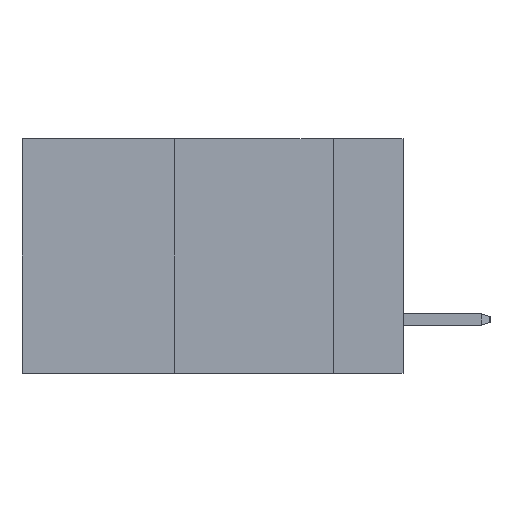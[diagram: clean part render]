
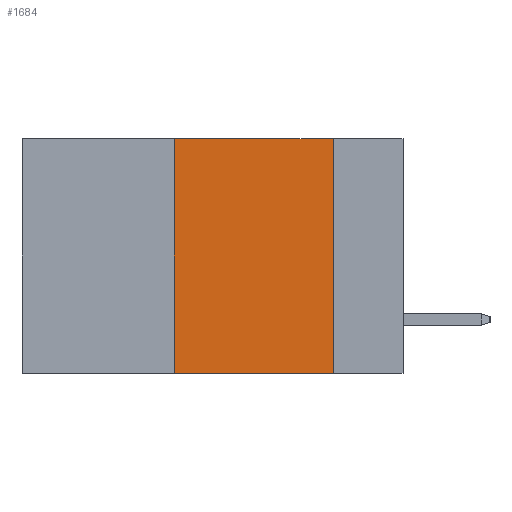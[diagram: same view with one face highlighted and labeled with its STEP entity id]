
A CAD part, left-side view. The second image highlights one B-rep face of the part: STEP entity #1684.
In plain terms, the highlighted planar face has unit normal (-1, 0, 0).
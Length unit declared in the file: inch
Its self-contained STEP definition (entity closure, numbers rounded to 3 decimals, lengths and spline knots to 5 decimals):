
#253 = CARTESIAN_POINT ( 'NONE',  ( 0., 0.11, 0. ) ) ;
#1384 = VERTEX_POINT ( 'NONE', #11166 ) ;
#1437 = CARTESIAN_POINT ( 'NONE',  ( 0., 0.36, 0. ) ) ;
#1679 = ORIENTED_EDGE ( 'NONE', *, *, #12160, .F. ) ;
#1684 = ADVANCED_FACE ( 'NONE', ( #12982 ), #7725, .F. ) ;
#1823 = VERTEX_POINT ( 'NONE', #5663 ) ;
#2026 = CARTESIAN_POINT ( 'NONE',  ( 0., 0.36, 0. ) ) ;
#3166 = CARTESIAN_POINT ( 'NONE',  ( 0., 0.6, 0. ) ) ;
#3673 = EDGE_LOOP ( 'NONE', ( #10606, #11494, #1679, #5467 ) ) ;
#3960 = EDGE_CURVE ( 'NONE', #9499, #10683, #13402, .T. ) ;
#4209 = DIRECTION ( 'NONE',  ( 1., 0., 0. ) ) ;
#4771 = EDGE_CURVE ( 'NONE', #10683, #1384, #9789, .T. ) ;
#5134 = VECTOR ( 'NONE', #5579, 39.37008 ) ;
#5467 = ORIENTED_EDGE ( 'NONE', *, *, #7049, .T. ) ;
#5579 = DIRECTION ( 'NONE',  ( 0., -1., 0. ) ) ;
#5654 = CARTESIAN_POINT ( 'NONE',  ( 0., 0.6, -0.37 ) ) ;
#5663 = CARTESIAN_POINT ( 'NONE',  ( 0., 0.36, -0.37 ) ) ;
#6848 = DIRECTION ( 'NONE',  ( 0., 0., 1. ) ) ;
#7049 = EDGE_CURVE ( 'NONE', #1823, #1384, #11214, .T. ) ;
#7725 = PLANE ( 'NONE',  #13743 ) ;
#8003 = VECTOR ( 'NONE', #8071, 39.37008 ) ;
#8027 = LINE ( 'NONE', #1437, #12283 ) ;
#8071 = DIRECTION ( 'NONE',  ( 0., -1., 0. ) ) ;
#8834 = DIRECTION ( 'NONE',  ( 0., 0., -1. ) ) ;
#9499 = VERTEX_POINT ( 'NONE', #2026 ) ;
#9789 = LINE ( 'NONE', #13227, #10951 ) ;
#10606 = ORIENTED_EDGE ( 'NONE', *, *, #4771, .F. ) ;
#10683 = VERTEX_POINT ( 'NONE', #253 ) ;
#10786 = DIRECTION ( 'NONE',  ( 0., 0., -1. ) ) ;
#10951 = VECTOR ( 'NONE', #8834, 39.37008 ) ;
#11166 = CARTESIAN_POINT ( 'NONE',  ( 0., 0.11, -0.37 ) ) ;
#11214 = LINE ( 'NONE', #5654, #8003 ) ;
#11494 = ORIENTED_EDGE ( 'NONE', *, *, #3960, .F. ) ;
#12160 = EDGE_CURVE ( 'NONE', #1823, #9499, #8027, .T. ) ;
#12174 = CARTESIAN_POINT ( 'NONE',  ( 0., 0.6, 0. ) ) ;
#12283 = VECTOR ( 'NONE', #6848, 39.37008 ) ;
#12982 = FACE_OUTER_BOUND ( 'NONE', #3673, .T. ) ;
#13227 = CARTESIAN_POINT ( 'NONE',  ( 0., 0.11, 0. ) ) ;
#13402 = LINE ( 'NONE', #3166, #5134 ) ;
#13743 = AXIS2_PLACEMENT_3D ( 'NONE', #12174, #4209, #10786 ) ;
